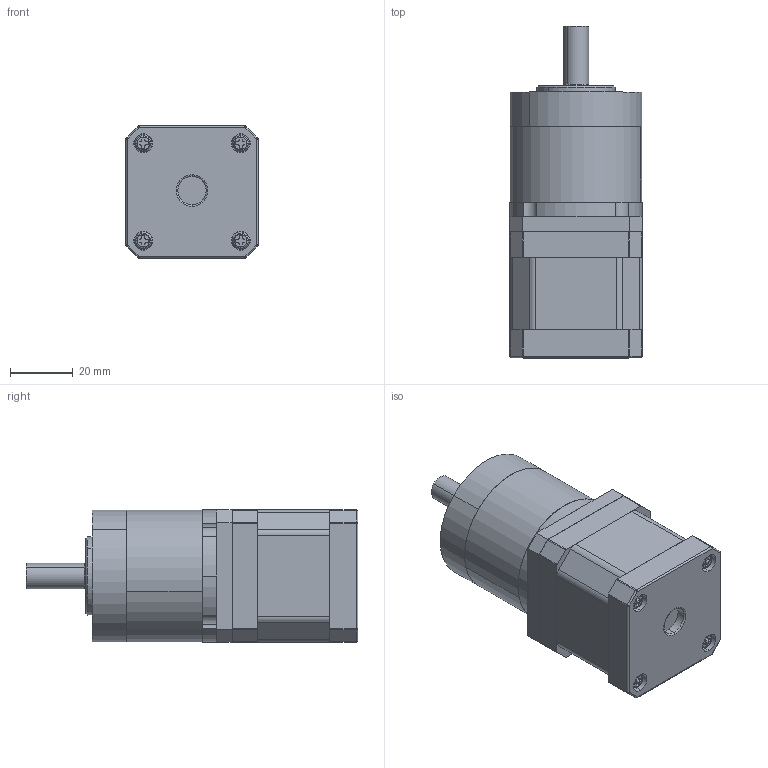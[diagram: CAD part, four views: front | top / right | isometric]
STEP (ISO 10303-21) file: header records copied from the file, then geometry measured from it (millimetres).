
FILE_DESCRIPTION (( 'STEP AP214' ), '1' );
FILE_NAME ('42HS4013A4〞XG珨撰厒掀.STEP', '2023-11-13T10:27:28', ( '' ), ( '' ), 'SwSTEP 2.0', 'SolidWorks 2021', '' );
FILE_SCHEMA (( 'AUTOMOTIVE_DESIGN' ));
Length unit declared in the file: millimetre
Products named in the file (10): 42XG傷裔; 42HS4013A4〞XG珨撰厒掀; M3x32.STEP; 42____.STEP; 42XG菁釱; 42HS4004A4.STEP; 42__.STEP; 42XG珨撰厒掀; 40____.STEP; 42XG珨撰厒掀儂旯
Assembly tree (12 placements, depth 3):
  42HS4013A4〞XG珨撰厒掀
    42HS4004A4.STEP
      40____.STEP
      42____.STEP
      42__.STEP
      M3x32.STEP  x4
    42XG珨撰厒掀
      42XG菁釱
      42XG珨撰厒掀儂旯
      42XG傷裔
Bounding box: 42 x 105.5 x 42 mm (x, y, z)
Volume: 127578.6 mm3; surface area: 37272.6 mm2
Topology: 10 solids, 10 shells, 453 faces, 1159 edges, 743 vertices
Faces by surface type: cylinder 267, plane 128, bspline 23, cone 15, torus 12, sphere 8
Entity records: 19560 total; most frequent: CARTESIAN_POINT 10109, ORIENTED_EDGE 1908, DIRECTION 1781, EDGE_CURVE 954, AXIS2_PLACEMENT_3D 678, VERTEX_POINT 611, EDGE_LOOP 429, LINE 425
